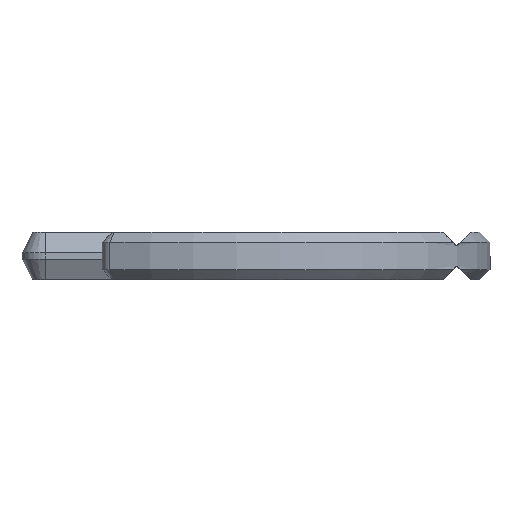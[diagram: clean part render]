
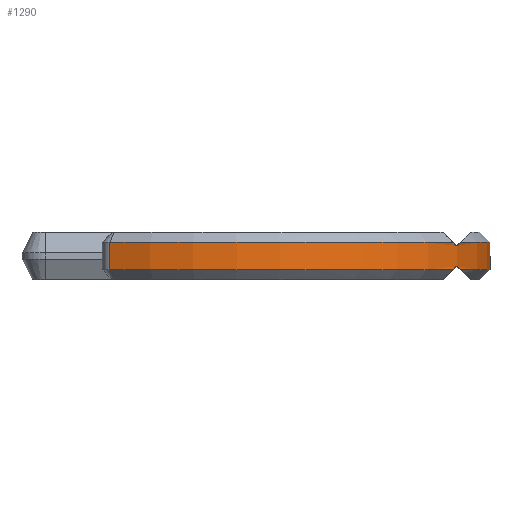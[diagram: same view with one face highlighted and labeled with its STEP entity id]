
A CAD part, front view. The second image highlights one B-rep face of the part: STEP entity #1290.
In plain terms, the highlighted cylindrical face has radius 7.812 mm (diameter 15.625 mm), a partial arc.
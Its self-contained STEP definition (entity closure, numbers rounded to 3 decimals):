
#678 = VERTEX_POINT('',#679);
#679 = CARTESIAN_POINT('',(6.83,-3.793,-0.3));
#680 = VERTEX_POINT('',#681);
#681 = CARTESIAN_POINT('',(6.83,3.793,-0.3));
#687 = EDGE_CURVE('',#678,#688,#690,.T.);
#688 = VERTEX_POINT('',#689);
#689 = CARTESIAN_POINT('',(6.728,-3.971,-0.4));
#690 = ELLIPSE('',#691,10.938,7.813);
#691 = AXIS2_PLACEMENT_3D('',#692,#693,#694);
#692 = CARTESIAN_POINT('',(0.,0.,-6.992));
#693 = DIRECTION('',(0.7,0.,-0.714));
#694 = DIRECTION('',(-0.714,0.,-0.7));
#731 = VERTEX_POINT('',#732);
#732 = CARTESIAN_POINT('',(6.728,3.971,-0.4));
#739 = EDGE_CURVE('',#731,#680,#740,.T.);
#740 = ELLIPSE('',#741,10.938,7.813);
#741 = AXIS2_PLACEMENT_3D('',#742,#743,#744);
#742 = CARTESIAN_POINT('',(0.,0.,-6.992));
#743 = DIRECTION('',(0.7,0.,-0.714));
#744 = DIRECTION('',(-0.714,0.,-0.7));
#779 = VERTEX_POINT('',#780);
#780 = CARTESIAN_POINT('',(6.83,-3.793,0.3));
#781 = VERTEX_POINT('',#782);
#782 = CARTESIAN_POINT('',(6.83,3.793,0.3));
#788 = EDGE_CURVE('',#779,#789,#791,.T.);
#789 = VERTEX_POINT('',#790);
#790 = CARTESIAN_POINT('',(6.728,-3.971,0.4));
#791 = ELLIPSE('',#792,10.938,7.813);
#792 = AXIS2_PLACEMENT_3D('',#793,#794,#795);
#793 = CARTESIAN_POINT('',(0.,0.,6.992));
#794 = DIRECTION('',(-0.7,0.,-0.714));
#795 = DIRECTION('',(0.714,0.,-0.7));
#832 = VERTEX_POINT('',#833);
#833 = CARTESIAN_POINT('',(6.728,3.971,0.4));
#840 = EDGE_CURVE('',#832,#781,#841,.T.);
#841 = ELLIPSE('',#842,10.938,7.813);
#842 = AXIS2_PLACEMENT_3D('',#843,#844,#845);
#843 = CARTESIAN_POINT('',(0.,0.,6.992));
#844 = DIRECTION('',(-0.7,0.,-0.714));
#845 = DIRECTION('',(0.714,0.,-0.7));
#995 = VERTEX_POINT('',#996);
#996 = CARTESIAN_POINT('',(-3.451,-7.009,-0.4));
#1019 = EDGE_CURVE('',#995,#688,#1020,.T.);
#1020 = CIRCLE('',#1021,7.813);
#1021 = AXIS2_PLACEMENT_3D('',#1022,#1023,#1024);
#1022 = CARTESIAN_POINT('',(0.,0.,-0.4));
#1023 = DIRECTION('',(0.,0.,1.));
#1024 = DIRECTION('',(-0.442,-0.897,0.
    ));
#1160 = VERTEX_POINT('',#1161);
#1161 = CARTESIAN_POINT('',(-3.451,-7.009,0.4));
#1167 = EDGE_CURVE('',#1160,#789,#1168,.T.);
#1168 = CIRCLE('',#1169,7.813);
#1169 = AXIS2_PLACEMENT_3D('',#1170,#1171,#1172);
#1170 = CARTESIAN_POINT('',(0.,0.,0.4));
#1171 = DIRECTION('',(0.,0.,1.));
#1172 = DIRECTION('',(-0.442,-0.897,0.
    ));
#1243 = EDGE_CURVE('',#1244,#678,#1246,.T.);
#1244 = VERTEX_POINT('',#1245);
#1245 = CARTESIAN_POINT('',(6.932,-3.603,-0.4));
#1246 = ELLIPSE('',#1247,10.938,7.813);
#1247 = AXIS2_PLACEMENT_3D('',#1248,#1249,#1250);
#1248 = CARTESIAN_POINT('',(0.,0.,6.392));
#1249 = DIRECTION('',(-0.7,0.,-0.714));
#1250 = DIRECTION('',(0.714,0.,-0.7));
#1253 = EDGE_CURVE('',#680,#1254,#1256,.T.);
#1254 = VERTEX_POINT('',#1255);
#1255 = CARTESIAN_POINT('',(6.932,3.603,-0.4));
#1256 = ELLIPSE('',#1257,10.938,7.813);
#1257 = AXIS2_PLACEMENT_3D('',#1258,#1259,#1260);
#1258 = CARTESIAN_POINT('',(0.,0.,6.392));
#1259 = DIRECTION('',(-0.7,0.,-0.714));
#1260 = DIRECTION('',(0.714,0.,-0.7));
#1290 = ADVANCED_FACE('',(#1291),#1363,.T.);
#1291 = FACE_BOUND('',#1292,.F.);
#1292 = EDGE_LOOP('',(#1293,#1294,#1300,#1301,#1302,#1311,#1320,#1327,
    #1328,#1337,#1345,#1352,#1353,#1354,#1361,#1362));
#1293 = ORIENTED_EDGE('',*,*,#1019,.F.);
#1294 = ORIENTED_EDGE('',*,*,#1295,.T.);
#1295 = EDGE_CURVE('',#995,#1160,#1296,.T.);
#1296 = LINE('',#1297,#1298);
#1297 = CARTESIAN_POINT('',(-3.451,-7.009,-0.7));
#1298 = VECTOR('',#1299,1.);
#1299 = DIRECTION('',(0.,0.,1.));
#1300 = ORIENTED_EDGE('',*,*,#1167,.T.);
#1301 = ORIENTED_EDGE('',*,*,#788,.F.);
#1302 = ORIENTED_EDGE('',*,*,#1303,.F.);
#1303 = EDGE_CURVE('',#1304,#779,#1306,.T.);
#1304 = VERTEX_POINT('',#1305);
#1305 = CARTESIAN_POINT('',(6.932,-3.603,0.4));
#1306 = ELLIPSE('',#1307,10.938,7.813);
#1307 = AXIS2_PLACEMENT_3D('',#1308,#1309,#1310);
#1308 = CARTESIAN_POINT('',(0.,0.,-6.392));
#1309 = DIRECTION('',(0.7,0.,-0.714));
#1310 = DIRECTION('',(-0.714,0.,-0.7));
#1311 = ORIENTED_EDGE('',*,*,#1312,.T.);
#1312 = EDGE_CURVE('',#1304,#1313,#1315,.T.);
#1313 = VERTEX_POINT('',#1314);
#1314 = CARTESIAN_POINT('',(6.932,3.603,0.4));
#1315 = CIRCLE('',#1316,7.813);
#1316 = AXIS2_PLACEMENT_3D('',#1317,#1318,#1319);
#1317 = CARTESIAN_POINT('',(0.,0.,0.4));
#1318 = DIRECTION('',(0.,0.,1.));
#1319 = DIRECTION('',(-0.442,-0.897,0.
    ));
#1320 = ORIENTED_EDGE('',*,*,#1321,.F.);
#1321 = EDGE_CURVE('',#781,#1313,#1322,.T.);
#1322 = ELLIPSE('',#1323,10.938,7.813);
#1323 = AXIS2_PLACEMENT_3D('',#1324,#1325,#1326);
#1324 = CARTESIAN_POINT('',(0.,0.,-6.392));
#1325 = DIRECTION('',(0.7,0.,-0.714));
#1326 = DIRECTION('',(-0.714,0.,-0.7));
#1327 = ORIENTED_EDGE('',*,*,#840,.F.);
#1328 = ORIENTED_EDGE('',*,*,#1329,.T.);
#1329 = EDGE_CURVE('',#832,#1330,#1332,.T.);
#1330 = VERTEX_POINT('',#1331);
#1331 = CARTESIAN_POINT('',(-3.451,7.009,0.4));
#1332 = CIRCLE('',#1333,7.813);
#1333 = AXIS2_PLACEMENT_3D('',#1334,#1335,#1336);
#1334 = CARTESIAN_POINT('',(0.,0.,0.4));
#1335 = DIRECTION('',(0.,0.,1.));
#1336 = DIRECTION('',(-0.442,-0.897,0.
    ));
#1337 = ORIENTED_EDGE('',*,*,#1338,.F.);
#1338 = EDGE_CURVE('',#1339,#1330,#1341,.T.);
#1339 = VERTEX_POINT('',#1340);
#1340 = CARTESIAN_POINT('',(-3.451,7.009,-0.4));
#1341 = LINE('',#1342,#1343);
#1342 = CARTESIAN_POINT('',(-3.451,7.009,-0.7));
#1343 = VECTOR('',#1344,1.);
#1344 = DIRECTION('',(0.,0.,1.));
#1345 = ORIENTED_EDGE('',*,*,#1346,.F.);
#1346 = EDGE_CURVE('',#731,#1339,#1347,.T.);
#1347 = CIRCLE('',#1348,7.813);
#1348 = AXIS2_PLACEMENT_3D('',#1349,#1350,#1351);
#1349 = CARTESIAN_POINT('',(0.,0.,-0.4));
#1350 = DIRECTION('',(0.,0.,1.));
#1351 = DIRECTION('',(-0.442,-0.897,0.
    ));
#1352 = ORIENTED_EDGE('',*,*,#739,.T.);
#1353 = ORIENTED_EDGE('',*,*,#1253,.T.);
#1354 = ORIENTED_EDGE('',*,*,#1355,.F.);
#1355 = EDGE_CURVE('',#1244,#1254,#1356,.T.);
#1356 = CIRCLE('',#1357,7.813);
#1357 = AXIS2_PLACEMENT_3D('',#1358,#1359,#1360);
#1358 = CARTESIAN_POINT('',(0.,0.,-0.4));
#1359 = DIRECTION('',(0.,0.,1.));
#1360 = DIRECTION('',(-0.442,-0.897,0.
    ));
#1361 = ORIENTED_EDGE('',*,*,#1243,.T.);
#1362 = ORIENTED_EDGE('',*,*,#687,.T.);
#1363 = CYLINDRICAL_SURFACE('',#1364,7.813);
#1364 = AXIS2_PLACEMENT_3D('',#1365,#1366,#1367);
#1365 = CARTESIAN_POINT('',(0.,0.,-0.7));
#1366 = DIRECTION('',(0.,0.,-1.));
#1367 = DIRECTION('',(0.,1.,0.));
